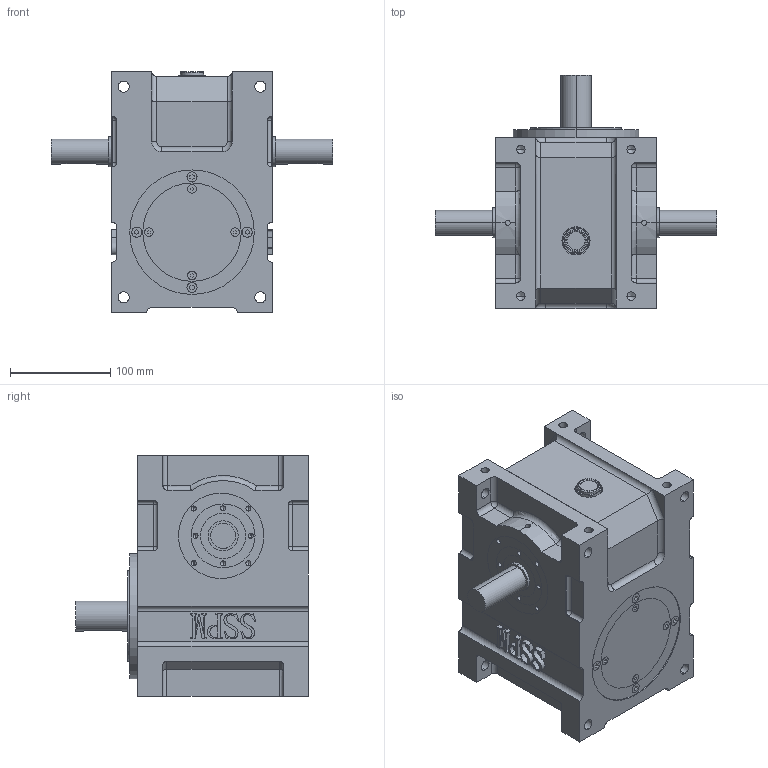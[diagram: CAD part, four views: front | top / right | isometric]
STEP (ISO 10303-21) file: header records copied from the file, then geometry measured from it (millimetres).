
FILE_DESCRIPTION (( 'STEP AP203' ), '1' );
FILE_NAME ('8DFS外型(標準).STEP', '2025-05-26T05:48:26', ( '' ), ( '' ), 'SwSTEP 2.0', 'SolidWorks 2018', '' );
FILE_SCHEMA (( 'CONFIG_CONTROL_DESIGN' ));
Length unit declared in the file: millimetre
Products named in the file (1): 8DFS外型(標準)
Bounding box: 280 x 232 x 240 mm (x, y, z)
Volume: 5991305 mm3; surface area: 257685.9 mm2
Topology: 1 solids, 1 shells, 538 faces, 1347 edges, 815 vertices
Faces by surface type: plane 215, cylinder 208, cone 60, bspline 32, sphere 12, torus 11
Entity records: 20845 total; most frequent: CARTESIAN_POINT 8262, DIRECTION 2587, ORIENTED_EDGE 2550, EDGE_CURVE 1275, AXIS2_PLACEMENT_3D 907, VERTEX_POINT 815, LINE 773, VECTOR 773
